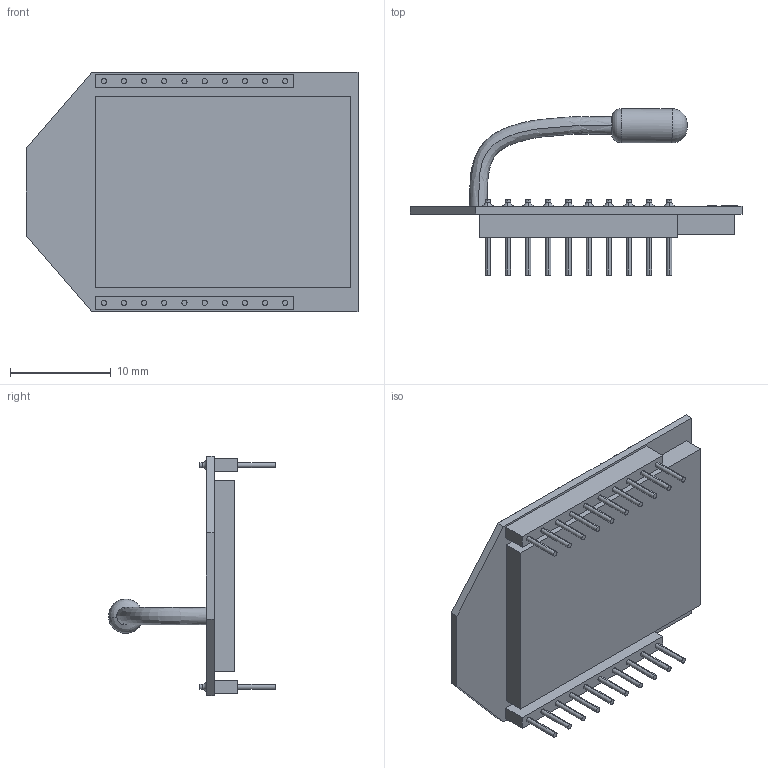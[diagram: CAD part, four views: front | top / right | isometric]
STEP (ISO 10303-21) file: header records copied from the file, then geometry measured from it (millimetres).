
FILE_DESCRIPTION (( 'STEP AP214' ), '1' );
FILE_NAME ('User Library-XBeeProS1-1.STEP', '2021-04-07T13:01:24', ( '' ), ( '' ), 'SwSTEP 2.0', 'SolidWorks 2020', '' );
FILE_SCHEMA (( 'AUTOMOTIVE_DESIGN' ));
Length unit declared in the file: millimetre
Products named in the file (1): User Library-XBeeProS1-1
Bounding box: 32.94 x 16.56 x 23.73 mm (x, y, z)
Volume: 1783.7 mm3; surface area: 2239.4 mm2
Topology: 1 solids, 1 shells, 253 faces, 540 edges, 346 vertices
Faces by surface type: plane 109, cylinder 98, torus 42, bspline 4
Entity records: 9994 total; most frequent: CARTESIAN_POINT 1604, DIRECTION 1316, ORIENTED_EDGE 1080, EDGE_CURVE 540, AXIS2_PLACEMENT_3D 536, VERTEX_POINT 346, EDGE_LOOP 310, CIRCLE 286
